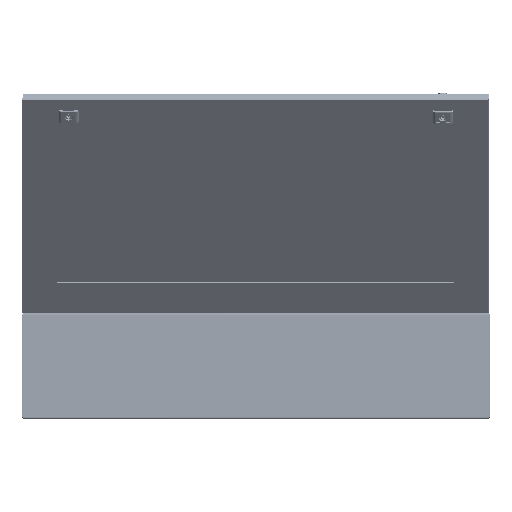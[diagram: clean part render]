
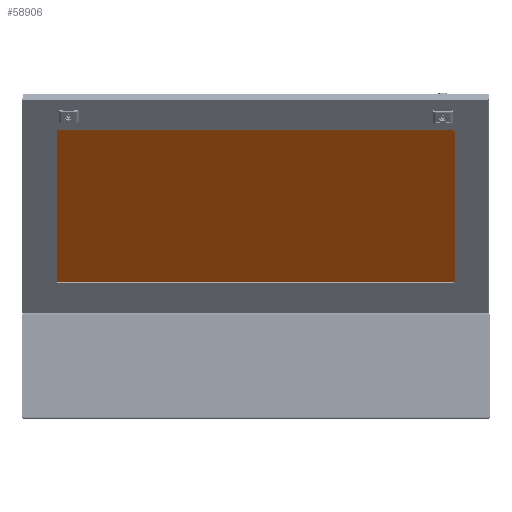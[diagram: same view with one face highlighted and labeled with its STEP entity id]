
A CAD part, front view. The second image highlights one B-rep face of the part: STEP entity #58906.
In plain terms, the highlighted face is planar.
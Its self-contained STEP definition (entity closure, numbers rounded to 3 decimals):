
#975 = CARTESIAN_POINT ( 'NONE',  ( -435., -222.5, 4. ) ) ;
#988 = FACE_OUTER_BOUND ( 'NONE', #149254, .T. ) ;
#990 = PLANE ( 'NONE',  #23353 ) ;
#993 = DIRECTION ( 'NONE',  ( 0., 0., 1. ) ) ;
#994 = DIRECTION ( 'NONE',  ( 1., 0., 0. ) ) ;
#14900 = LINE ( 'NONE', #14928, #106071 ) ;
#14926 = LINE ( 'NONE', #14939, #106073 ) ;
#14928 = CARTESIAN_POINT ( 'NONE',  ( -435., 222.5, 4. ) ) ;
#14929 = LINE ( 'NONE', #14947, #106076 ) ;
#14930 = DIRECTION ( 'NONE',  ( 0., -1., 0. ) ) ;
#14939 = CARTESIAN_POINT ( 'NONE',  ( -435., -222.5, 4. ) ) ;
#14940 = DIRECTION ( 'NONE',  ( 1., 0., 0. ) ) ;
#14947 = CARTESIAN_POINT ( 'NONE',  ( 435., 222.5, 4. ) ) ;
#14948 = DIRECTION ( 'NONE',  ( 0., 1., 0. ) ) ;
#14952 = LINE ( 'NONE', #14953, #106081 ) ;
#14953 = CARTESIAN_POINT ( 'NONE',  ( -435., 222.5, 4. ) ) ;
#14954 = DIRECTION ( 'NONE',  ( -1., 0., 0. ) ) ;
#16241 = CARTESIAN_POINT ( 'NONE',  ( -435., 222.5, 4. ) ) ;
#16278 = CARTESIAN_POINT ( 'NONE',  ( 435., 222.5, 4. ) ) ;
#16516 = CARTESIAN_POINT ( 'NONE',  ( 435., -222.5, 4. ) ) ;
#16639 = CARTESIAN_POINT ( 'NONE',  ( -435., -222.5, 4. ) ) ;
#23353 = AXIS2_PLACEMENT_3D ( 'NONE', #975, #993, #994 ) ;
#58906 = ADVANCED_FACE ( 'NONE', ( #988 ), #990, .T. ) ;
#72730 = VERTEX_POINT ( 'NONE', #16241 ) ;
#72779 = VERTEX_POINT ( 'NONE', #16278 ) ;
#73080 = VERTEX_POINT ( 'NONE', #16516 ) ;
#73239 = VERTEX_POINT ( 'NONE', #16639 ) ;
#91942 = EDGE_CURVE ( 'NONE', #72730, #73239, #14900, .T. ) ;
#91951 = EDGE_CURVE ( 'NONE', #73239, #73080, #14926, .T. ) ;
#91958 = EDGE_CURVE ( 'NONE', #73080, #72779, #14929, .T. ) ;
#91963 = EDGE_CURVE ( 'NONE', #72779, #72730, #14952, .T. ) ;
#106071 = VECTOR ( 'NONE', #14930, 1000. ) ;
#106073 = VECTOR ( 'NONE', #14940, 1000. ) ;
#106076 = VECTOR ( 'NONE', #14948, 1000. ) ;
#106081 = VECTOR ( 'NONE', #14954, 1000. ) ;
#136661 = ORIENTED_EDGE ( 'NONE', *, *, #91942, .T. ) ;
#136663 = ORIENTED_EDGE ( 'NONE', *, *, #91951, .T. ) ;
#136665 = ORIENTED_EDGE ( 'NONE', *, *, #91958, .T. ) ;
#136666 = ORIENTED_EDGE ( 'NONE', *, *, #91963, .T. ) ;
#149254 = EDGE_LOOP ( 'NONE', ( #136661, #136663, #136665, #136666 ) ) ;
